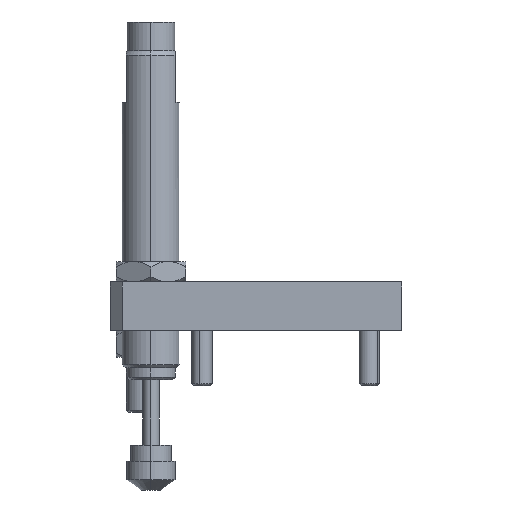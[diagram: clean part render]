
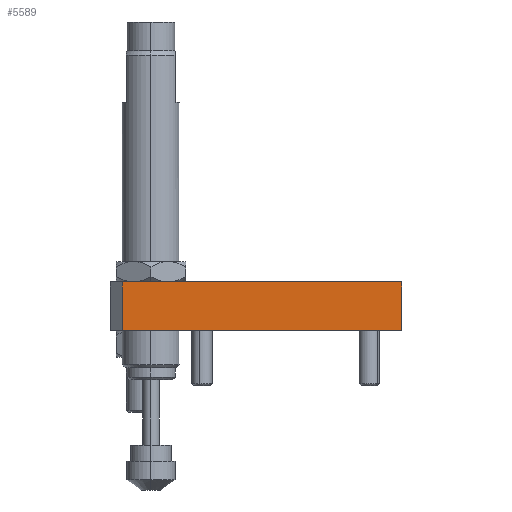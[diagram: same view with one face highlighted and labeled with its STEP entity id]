
A CAD part, left-side view. The second image highlights one B-rep face of the part: STEP entity #5589.
In plain terms, the highlighted planar face has unit normal (-1, 0, 0).
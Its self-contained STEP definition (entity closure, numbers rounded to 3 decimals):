
#311 = AXIS2_PLACEMENT_3D ( 'NONE', #4293, #2045, #2024 ) ;
#553 = DIRECTION ( 'NONE',  ( 0., -1., 0. ) ) ;
#718 = VECTOR ( 'NONE', #553, 1000. ) ;
#770 = FACE_OUTER_BOUND ( 'NONE', #5850, .T. ) ;
#891 = CARTESIAN_POINT ( 'NONE',  ( -35., -35.75, 12. ) ) ;
#1102 = VECTOR ( 'NONE', #5447, 1000. ) ;
#1143 = CARTESIAN_POINT ( 'NONE',  ( -35., 32.75, 0. ) ) ;
#1313 = PLANE ( 'NONE',  #311 ) ;
#1321 = EDGE_CURVE ( 'NONE', #3929, #6565, #1947, .T. ) ;
#1742 = ORIENTED_EDGE ( 'NONE', *, *, #1321, .T. ) ;
#1947 = LINE ( 'NONE', #2734, #718 ) ;
#2004 = EDGE_CURVE ( 'NONE', #6251, #5635, #5555, .T. ) ;
#2009 = EDGE_CURVE ( 'NONE', #5635, #6565, #5372, .T. ) ;
#2024 = DIRECTION ( 'NONE',  ( 0., 0., -1. ) ) ;
#2045 = DIRECTION ( 'NONE',  ( 1., 0., 0. ) ) ;
#2300 = VECTOR ( 'NONE', #5979, 1000. ) ;
#2582 = CARTESIAN_POINT ( 'NONE',  ( -35., -35.75, 12. ) ) ;
#2676 = EDGE_CURVE ( 'NONE', #6251, #3929, #2990, .T. ) ;
#2734 = CARTESIAN_POINT ( 'NONE',  ( -35., -35.75, 0. ) ) ;
#2839 = CARTESIAN_POINT ( 'NONE',  ( -35., 32.75, 12. ) ) ;
#2990 = LINE ( 'NONE', #2839, #6874 ) ;
#3525 = CARTESIAN_POINT ( 'NONE',  ( -35., -35.75, 0. ) ) ;
#3618 = ORIENTED_EDGE ( 'NONE', *, *, #2676, .T. ) ;
#3929 = VERTEX_POINT ( 'NONE', #1143 ) ;
#4293 = CARTESIAN_POINT ( 'NONE',  ( -35., -35.75, 12. ) ) ;
#4885 = CARTESIAN_POINT ( 'NONE',  ( -35., 32.75, 12. ) ) ;
#5372 = LINE ( 'NONE', #891, #2300 ) ;
#5447 = DIRECTION ( 'NONE',  ( 0., -1., 0. ) ) ;
#5555 = LINE ( 'NONE', #2582, #1102 ) ;
#5589 = ADVANCED_FACE ( 'NONE', ( #770 ), #1313, .F. ) ;
#5635 = VERTEX_POINT ( 'NONE', #7009 ) ;
#5708 = ORIENTED_EDGE ( 'NONE', *, *, #2009, .F. ) ;
#5850 = EDGE_LOOP ( 'NONE', ( #6827, #3618, #1742, #5708 ) ) ;
#5979 = DIRECTION ( 'NONE',  ( 0., 0., -1. ) ) ;
#6071 = DIRECTION ( 'NONE',  ( 0., 0., -1. ) ) ;
#6251 = VERTEX_POINT ( 'NONE', #4885 ) ;
#6565 = VERTEX_POINT ( 'NONE', #3525 ) ;
#6827 = ORIENTED_EDGE ( 'NONE', *, *, #2004, .F. ) ;
#6874 = VECTOR ( 'NONE', #6071, 1000. ) ;
#7009 = CARTESIAN_POINT ( 'NONE',  ( -35., -35.75, 12. ) ) ;
